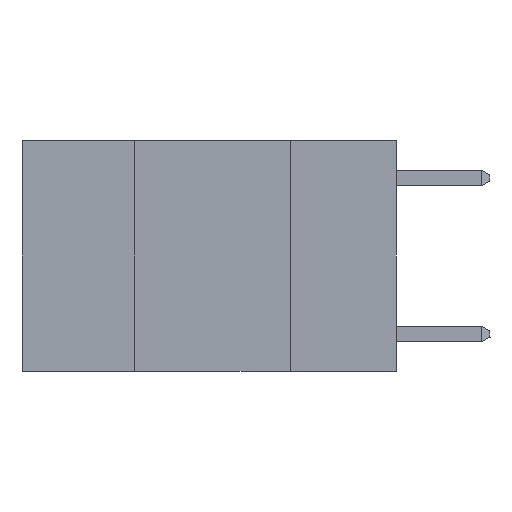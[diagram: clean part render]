
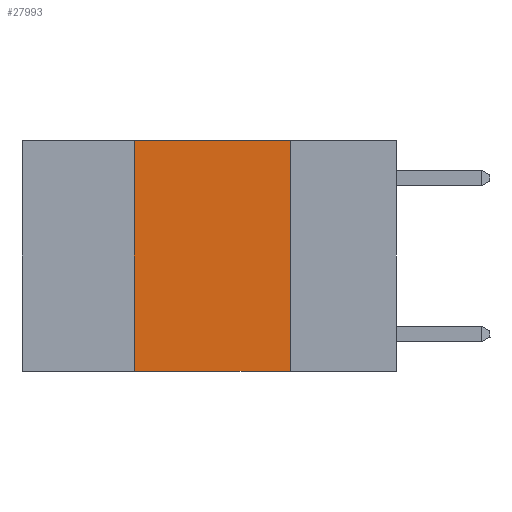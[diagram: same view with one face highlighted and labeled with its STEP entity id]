
A CAD part, left-side view. The second image highlights one B-rep face of the part: STEP entity #27993.
In plain terms, the highlighted planar face has unit normal (-1, 0, 0).
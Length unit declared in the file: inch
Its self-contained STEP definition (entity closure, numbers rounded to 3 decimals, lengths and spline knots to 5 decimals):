
#1400 = VECTOR ( 'NONE', #28514, 39.37008 ) ;
#4548 = AXIS2_PLACEMENT_3D ( 'NONE', #13279, #8732, #17828 ) ;
#4874 = CARTESIAN_POINT ( 'NONE',  ( 0., 0.6, 0. ) ) ;
#5025 = LINE ( 'NONE', #4874, #11043 ) ;
#5485 = VERTEX_POINT ( 'NONE', #11738 ) ;
#5668 = VECTOR ( 'NONE', #23159, 39.37008 ) ;
#6188 = EDGE_CURVE ( 'NONE', #5485, #14799, #5025, .T. ) ;
#7444 = LINE ( 'NONE', #12581, #1400 ) ;
#8455 = VERTEX_POINT ( 'NONE', #12928 ) ;
#8732 = DIRECTION ( 'NONE',  ( 1., 0., 0. ) ) ;
#9647 = CARTESIAN_POINT ( 'NONE',  ( 0., 0.6, -0.37 ) ) ;
#11043 = VECTOR ( 'NONE', #16161, 39.37008 ) ;
#11259 = CARTESIAN_POINT ( 'NONE',  ( 0., 0.42, -0.37 ) ) ;
#11738 = CARTESIAN_POINT ( 'NONE',  ( 0., 0.42, 0. ) ) ;
#12109 = EDGE_CURVE ( 'NONE', #26040, #5485, #7444, .T. ) ;
#12581 = CARTESIAN_POINT ( 'NONE',  ( 0., 0.42, 0. ) ) ;
#12928 = CARTESIAN_POINT ( 'NONE',  ( 0., 0.17, -0.37 ) ) ;
#13279 = CARTESIAN_POINT ( 'NONE',  ( 0., 0.6, 0. ) ) ;
#14799 = VERTEX_POINT ( 'NONE', #28020 ) ;
#14899 = LINE ( 'NONE', #28389, #20878 ) ;
#15272 = ORIENTED_EDGE ( 'NONE', *, *, #28351, .F. ) ;
#15531 = PLANE ( 'NONE',  #4548 ) ;
#16161 = DIRECTION ( 'NONE',  ( 0., -1., 0. ) ) ;
#17121 = DIRECTION ( 'NONE',  ( 0., 0., -1. ) ) ;
#17828 = DIRECTION ( 'NONE',  ( 0., 0., -1. ) ) ;
#17844 = EDGE_CURVE ( 'NONE', #26040, #8455, #24387, .T. ) ;
#18944 = EDGE_LOOP ( 'NONE', ( #15272, #26831, #28256, #22920 ) ) ;
#20878 = VECTOR ( 'NONE', #17121, 39.37008 ) ;
#22920 = ORIENTED_EDGE ( 'NONE', *, *, #17844, .T. ) ;
#23159 = DIRECTION ( 'NONE',  ( 0., -1., 0. ) ) ;
#24090 = FACE_OUTER_BOUND ( 'NONE', #18944, .T. ) ;
#24387 = LINE ( 'NONE', #9647, #5668 ) ;
#26040 = VERTEX_POINT ( 'NONE', #11259 ) ;
#26831 = ORIENTED_EDGE ( 'NONE', *, *, #6188, .F. ) ;
#27993 = ADVANCED_FACE ( 'NONE', ( #24090 ), #15531, .F. ) ;
#28020 = CARTESIAN_POINT ( 'NONE',  ( 0., 0.17, 0. ) ) ;
#28256 = ORIENTED_EDGE ( 'NONE', *, *, #12109, .F. ) ;
#28351 = EDGE_CURVE ( 'NONE', #14799, #8455, #14899, .T. ) ;
#28389 = CARTESIAN_POINT ( 'NONE',  ( 0., 0.17, 0. ) ) ;
#28514 = DIRECTION ( 'NONE',  ( 0., 0., 1. ) ) ;
